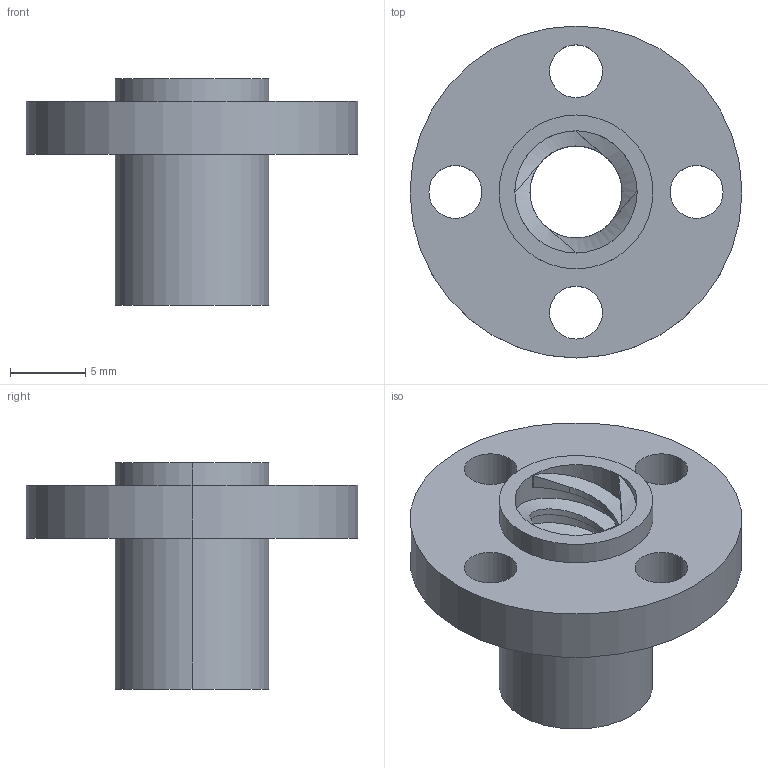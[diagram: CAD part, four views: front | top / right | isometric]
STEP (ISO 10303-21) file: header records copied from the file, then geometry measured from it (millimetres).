
FILE_DESCRIPTION (( 'STEP AP203' ), '1' );
FILE_NAME ('Linear_rod_nut_8mm.STEP', '2022-04-15T12:54:11', ( '' ), ( '' ), 'SwSTEP 2.0', 'SolidWorks 2019', '' );
FILE_SCHEMA (( 'CONFIG_CONTROL_DESIGN' ));
Length unit declared in the file: millimetre
Products named in the file (1): Linear_rod_nut_8mm
Bounding box: 22 x 22 x 15 mm (x, y, z)
Volume: 1475.6 mm3; surface area: 1946.5 mm2
Topology: 1 solids, 1 shells, 64 faces, 160 edges, 100 vertices
Faces by surface type: cylinder 32, bspline 20, plane 12
Entity records: 4057 total; most frequent: CARTESIAN_POINT 2693, ORIENTED_EDGE 320, DIRECTION 202, EDGE_CURVE 160, VERTEX_POINT 100, AXIS2_PLACEMENT_3D 81, EDGE_LOOP 76, ADVANCED_FACE 64
